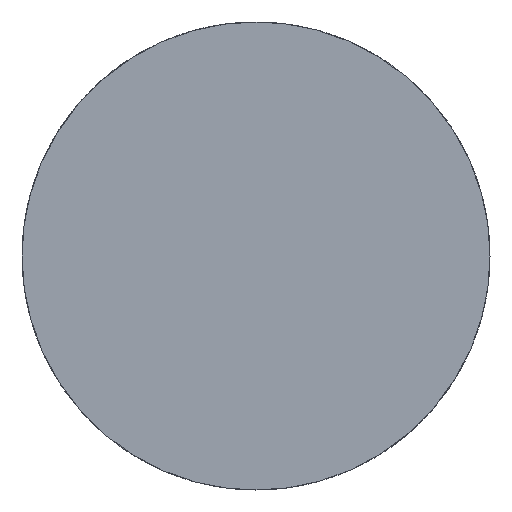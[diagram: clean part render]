
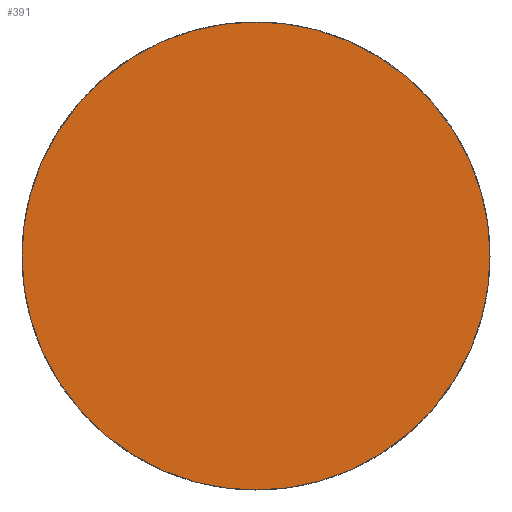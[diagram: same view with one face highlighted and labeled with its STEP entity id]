
A CAD part, front view. The second image highlights one B-rep face of the part: STEP entity #391.
In plain terms, the highlighted free-form (B-spline) face has degree [1, 1] with [2, 2] control points.
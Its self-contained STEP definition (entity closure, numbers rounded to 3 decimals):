
#353 = VERTEX_POINT('',#354);
#354 = CARTESIAN_POINT('',(0.,0.,300.754));
#360 = EDGE_CURVE('',#361,#353,#363,.T.);
#361 = VERTEX_POINT('',#362);
#362 = CARTESIAN_POINT('',(0.,0.,-300.754));
#363 = ( BOUNDED_CURVE() B_SPLINE_CURVE(2,(#364,#365,#366,#367,#368),
.UNSPECIFIED.,.F.,.F.) B_SPLINE_CURVE_WITH_KNOTS((3,2,3),(0.,
1.571,3.142),.PIECEWISE_BEZIER_KNOTS.) CURVE() 
GEOMETRIC_REPRESENTATION_ITEM() RATIONAL_B_SPLINE_CURVE((1.,
0.707,1.,0.707,1.)) REPRESENTATION_ITEM('') );
#364 = CARTESIAN_POINT('',(0.,0.,-300.754));
#365 = CARTESIAN_POINT('',(300.754,0.,-300.754));
#366 = CARTESIAN_POINT('',(300.754,0.,0.));
#367 = CARTESIAN_POINT('',(300.754,0.,300.754));
#368 = CARTESIAN_POINT('',(0.,0.,300.754));
#391 = ADVANCED_FACE('',(#392),#403,.T.);
#392 = FACE_BOUND('',#393,.T.);
#393 = EDGE_LOOP('',(#394,#395));
#394 = ORIENTED_EDGE('',*,*,#360,.T.);
#395 = ORIENTED_EDGE('',*,*,#396,.T.);
#396 = EDGE_CURVE('',#353,#361,#397,.T.);
#397 = ( BOUNDED_CURVE() B_SPLINE_CURVE(2,(#398,#399,#400,#401,#402),
.UNSPECIFIED.,.F.,.F.) B_SPLINE_CURVE_WITH_KNOTS((3,2,3),(3.142,
4.712,6.283),.PIECEWISE_BEZIER_KNOTS.) CURVE() 
GEOMETRIC_REPRESENTATION_ITEM() RATIONAL_B_SPLINE_CURVE((1.,
0.707,1.,0.707,1.)) REPRESENTATION_ITEM('') );
#398 = CARTESIAN_POINT('',(0.,0.,300.754));
#399 = CARTESIAN_POINT('',(-300.754,0.,300.754));
#400 = CARTESIAN_POINT('',(-300.754,0.,0.));
#401 = CARTESIAN_POINT('',(-300.754,0.,-300.754));
#402 = CARTESIAN_POINT('',(0.,0.,-300.754));
#403 = B_SPLINE_SURFACE_WITH_KNOTS('',1,1,(
    (#404,#405)
    ,(#406,#407
    )),.UNSPECIFIED.,.F.,.F.,.F.,(2,2),(2,2),(-292.,292.),(-584.,0.),
  .PIECEWISE_BEZIER_KNOTS.);
#404 = CARTESIAN_POINT('',(-300.754,0.,300.754));
#405 = CARTESIAN_POINT('',(300.754,0.,300.754));
#406 = CARTESIAN_POINT('',(-300.754,0.,-300.754));
#407 = CARTESIAN_POINT('',(300.754,0.,-300.754));
